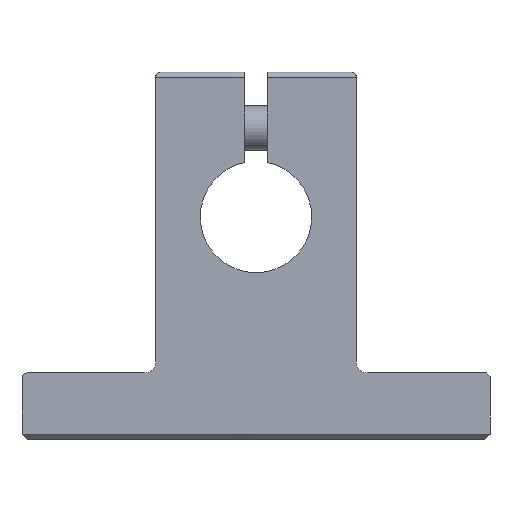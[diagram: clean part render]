
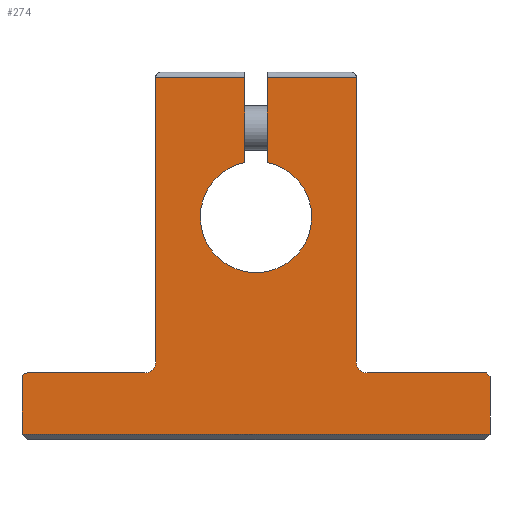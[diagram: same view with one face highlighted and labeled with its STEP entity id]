
A CAD part, left-side view. The second image highlights one B-rep face of the part: STEP entity #274.
In plain terms, the highlighted planar face has unit normal (-1, 0, 0).
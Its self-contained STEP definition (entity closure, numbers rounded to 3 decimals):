
#162=FACE_OUTER_BOUND('',#565,.T.);
#274=ADVANCED_FACE('',(#162),#387,.F.);
#387=PLANE('',#2281);
#465=CIRCLE('',#2277,1.);
#466=CIRCLE('',#2278,0.5);
#467=CIRCLE('',#2279,1.);
#468=CIRCLE('',#2280,5.);
#565=EDGE_LOOP('',(#818,#819,#820,#821,#822,#823,#824,#825,#826,#827,#828,
#829,#830,#831,#832,#833));
#818=ORIENTED_EDGE('',*,*,#1559,.F.);
#819=ORIENTED_EDGE('',*,*,#1566,.F.);
#820=ORIENTED_EDGE('',*,*,#1567,.F.);
#821=ORIENTED_EDGE('',*,*,#1568,.F.);
#822=ORIENTED_EDGE('',*,*,#1569,.F.);
#823=ORIENTED_EDGE('',*,*,#1570,.F.);
#824=ORIENTED_EDGE('',*,*,#1571,.F.);
#825=ORIENTED_EDGE('',*,*,#1572,.F.);
#826=ORIENTED_EDGE('',*,*,#1573,.F.);
#827=ORIENTED_EDGE('',*,*,#1574,.F.);
#828=ORIENTED_EDGE('',*,*,#1575,.F.);
#829=ORIENTED_EDGE('',*,*,#1576,.F.);
#830=ORIENTED_EDGE('',*,*,#1577,.F.);
#831=ORIENTED_EDGE('',*,*,#1578,.F.);
#832=ORIENTED_EDGE('',*,*,#1579,.F.);
#833=ORIENTED_EDGE('',*,*,#1580,.F.);
#1354=VERTEX_POINT('',#3592);
#1357=VERTEX_POINT('',#3597);
#1360=VERTEX_POINT('',#3612);
#1361=VERTEX_POINT('',#3614);
#1362=VERTEX_POINT('',#3616);
#1363=VERTEX_POINT('',#3618);
#1364=VERTEX_POINT('',#3620);
#1365=VERTEX_POINT('',#3622);
#1366=VERTEX_POINT('',#3624);
#1367=VERTEX_POINT('',#3626);
#1368=VERTEX_POINT('',#3628);
#1369=VERTEX_POINT('',#3630);
#1370=VERTEX_POINT('',#3632);
#1371=VERTEX_POINT('',#3634);
#1372=VERTEX_POINT('',#3636);
#1373=VERTEX_POINT('',#3638);
#1559=EDGE_CURVE('',#1357,#1354,#1942,.T.);
#1566=EDGE_CURVE('',#1360,#1357,#1947,.T.);
#1567=EDGE_CURVE('',#1361,#1360,#465,.T.);
#1568=EDGE_CURVE('',#1362,#1361,#1948,.T.);
#1569=EDGE_CURVE('',#1363,#1362,#466,.T.);
#1570=EDGE_CURVE('',#1364,#1363,#1949,.T.);
#1571=EDGE_CURVE('',#1365,#1364,#1950,.T.);
#1572=EDGE_CURVE('',#1366,#1365,#1951,.T.);
#1573=EDGE_CURVE('',#1367,#1366,#1952,.T.);
#1574=EDGE_CURVE('',#1368,#1367,#1953,.T.);
#1575=EDGE_CURVE('',#1369,#1368,#467,.T.);
#1576=EDGE_CURVE('',#1370,#1369,#1954,.T.);
#1577=EDGE_CURVE('',#1371,#1370,#1955,.T.);
#1578=EDGE_CURVE('',#1372,#1371,#1956,.T.);
#1579=EDGE_CURVE('',#1373,#1372,#468,.T.);
#1580=EDGE_CURVE('',#1354,#1373,#1957,.T.);
#1942=LINE('',#3598,#2110);
#1947=LINE('',#3611,#2115);
#1948=LINE('',#3615,#2116);
#1949=LINE('',#3619,#2117);
#1950=LINE('',#3621,#2118);
#1951=LINE('',#3623,#2119);
#1952=LINE('',#3625,#2120);
#1953=LINE('',#3627,#2121);
#1954=LINE('',#3631,#2122);
#1955=LINE('',#3633,#2123);
#1956=LINE('',#3635,#2124);
#1957=LINE('',#3639,#2125);
#2110=VECTOR('',#2492,1.);
#2115=VECTOR('',#2509,1.);
#2116=VECTOR('',#2512,1.);
#2117=VECTOR('',#2515,1.);
#2118=VECTOR('',#2516,1.);
#2119=VECTOR('',#2517,1.);
#2120=VECTOR('',#2518,1.);
#2121=VECTOR('',#2519,1.);
#2122=VECTOR('',#2522,1.);
#2123=VECTOR('',#2523,1.);
#2124=VECTOR('',#2524,1.);
#2125=VECTOR('',#2527,1.);
#2277=AXIS2_PLACEMENT_3D('',#3613,#2510,#2511);
#2278=AXIS2_PLACEMENT_3D('',#3617,#2513,#2514);
#2279=AXIS2_PLACEMENT_3D('',#3629,#2520,#2521);
#2280=AXIS2_PLACEMENT_3D('',#3637,#2525,#2526);
#2281=AXIS2_PLACEMENT_3D('',#3640,#2528,#2529);
#2492=DIRECTION('',(0.,-1.,0.));
#2509=DIRECTION('',(0.,0.,1.));
#2510=DIRECTION('',(-1.,0.,0.));
#2511=DIRECTION('',(0.,-0.707,-0.707));
#2512=DIRECTION('',(0.,-1.,0.));
#2513=DIRECTION('',(1.,0.,0.));
#2514=DIRECTION('',(0.,0.707,0.707));
#2515=DIRECTION('',(0.,0.,1.));
#2516=DIRECTION('',(0.,1.,0.));
#2517=DIRECTION('',(0.,0.,-1.));
#2518=DIRECTION('',(0.,-0.707,-0.707));
#2519=DIRECTION('',(0.,-1.,0.));
#2520=DIRECTION('',(-1.,0.,0.));
#2521=DIRECTION('',(0.,0.707,-0.707));
#2522=DIRECTION('',(0.,0.,-1.));
#2523=DIRECTION('',(0.,-1.,0.));
#2524=DIRECTION('',(0.,0.,1.));
#2525=DIRECTION('',(-1.,0.,0.));
#2526=DIRECTION('',(0.,-1.,0.));
#2527=DIRECTION('',(0.,0.,-1.));
#2528=DIRECTION('',(1.,0.,0.));
#2529=DIRECTION('',(0.,0.,-1.));
#3592=CARTESIAN_POINT('',(0.,1.,12.5));
#3597=CARTESIAN_POINT('',(0.,9.,12.5));
#3598=CARTESIAN_POINT('',(0.,9.,12.5));
#3611=CARTESIAN_POINT('',(0.,9.,-13.));
#3612=CARTESIAN_POINT('',(0.,9.,-13.));
#3613=CARTESIAN_POINT('',(0.,10.,-13.));
#3614=CARTESIAN_POINT('',(0.,10.,-14.));
#3615=CARTESIAN_POINT('',(0.,20.5,-14.));
#3616=CARTESIAN_POINT('',(0.,20.5,-14.));
#3617=CARTESIAN_POINT('',(0.,20.5,-14.5));
#3618=CARTESIAN_POINT('',(0.,21.,-14.5));
#3619=CARTESIAN_POINT('',(0.,21.,-19.5));
#3620=CARTESIAN_POINT('',(0.,21.,-19.5));
#3621=CARTESIAN_POINT('',(0.,-21.,-19.5));
#3622=CARTESIAN_POINT('',(0.,-21.,-19.5));
#3623=CARTESIAN_POINT('',(0.,-21.,-14.3));
#3624=CARTESIAN_POINT('',(0.,-21.,-14.3));
#3625=CARTESIAN_POINT('',(0.,-20.7,-14.));
#3626=CARTESIAN_POINT('',(0.,-20.7,-14.));
#3627=CARTESIAN_POINT('',(0.,-10.,-14.));
#3628=CARTESIAN_POINT('',(0.,-10.,-14.));
#3629=CARTESIAN_POINT('',(0.,-10.,-13.));
#3630=CARTESIAN_POINT('',(0.,-9.,-13.));
#3631=CARTESIAN_POINT('',(0.,-9.,12.5));
#3632=CARTESIAN_POINT('',(0.,-9.,12.5));
#3633=CARTESIAN_POINT('',(0.,-1.,12.5));
#3634=CARTESIAN_POINT('',(0.,-1.,12.5));
#3635=CARTESIAN_POINT('',(0.,-1.,4.899));
#3636=CARTESIAN_POINT('',(0.,-1.,4.899));
#3637=CARTESIAN_POINT('',(0.,0.,0.));
#3638=CARTESIAN_POINT('',(0.,1.,4.899));
#3639=CARTESIAN_POINT('',(0.,1.,12.5));
#3640=CARTESIAN_POINT('',(0.,0.,-5.422));
